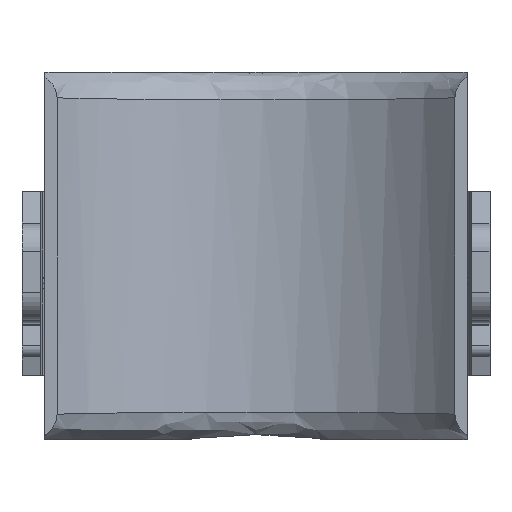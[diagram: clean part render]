
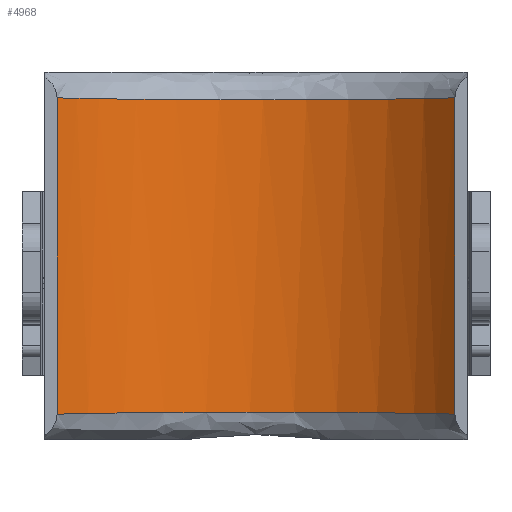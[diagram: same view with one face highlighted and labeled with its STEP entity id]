
A CAD part, front view. The second image highlights one B-rep face of the part: STEP entity #4968.
In plain terms, the highlighted cylindrical face has radius 28.5 mm (diameter 57 mm), a partial arc.
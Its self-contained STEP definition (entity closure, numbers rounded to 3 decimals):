
#1 = CARTESIAN_POINT ( 'NONE',  ( -18.788, -7.063, -17.161 ) ) ;
#113 = VERTEX_POINT ( 'NONE', #4985 ) ;
#136 = CARTESIAN_POINT ( 'NONE',  ( 1.034, 0., -17.042 ) ) ;
#142 = CARTESIAN_POINT ( 'NONE',  ( -21.679, -10., 17.234 ) ) ;
#161 = CARTESIAN_POINT ( 'NONE',  ( 16.407, -5.174, -17.121 ) ) ;
#164 = CARTESIAN_POINT ( 'NONE',  ( -21.008, -9.213, 17.213 ) ) ;
#169 = CARTESIAN_POINT ( 'NONE',  ( -20.297, -8.466, 17.194 ) ) ;
#193 = CARTESIAN_POINT ( 'NONE',  ( -19.173, -7.407, 17.169 ) ) ;
#209 = CARTESIAN_POINT ( 'NONE',  ( -18.788, -7.063, 17.161 ) ) ;
#239 = CARTESIAN_POINT ( 'NONE',  ( -17.999, -6.397, 17.146 ) ) ;
#263 = CARTESIAN_POINT ( 'NONE',  ( -17.594, -6.073, 17.139 ) ) ;
#289 = CARTESIAN_POINT ( 'NONE',  ( -15.54, -4.52, 17.108 ) ) ;
#303 = CARTESIAN_POINT ( 'NONE',  ( -13.787, -3.473, 17.09 ) ) ;
#318 = CARTESIAN_POINT ( 'NONE',  ( -11.465, -2.403, 17.074 ) ) ;
#329 = CARTESIAN_POINT ( 'NONE',  ( -10.994, -2.201, 17.071 ) ) ;
#381 = CARTESIAN_POINT ( 'NONE',  ( -10.038, -1.821, 17.065 ) ) ;
#426 = CARTESIAN_POINT ( 'NONE',  ( -9.551, -1.643, 17.063 ) ) ;
#457 = B_SPLINE_CURVE_WITH_KNOTS ( 'NONE', 3,
 ( #1371, #1656, #1234, #1223, #1221, #1172, #1147, #1085, #1074, #1058, #1038, #930, #915, #908, #856, #801, #739, #730, #681, #678, #608, #426, #381, #329, #318, #303, #289, #263, #239, #209, #193, #169, #164, #142 ),
 .UNSPECIFIED., .F., .F.,
 ( 4, 2, 2, 2, 2, 2, 2, 2, 2, 2, 2, 2, 2, 2, 2, 2, 4 ),
 ( 0., 0.006, 0.009, 0.011, 0.012, 0.018, 0.02, 0.021, 0.024, 0.031, 0.034, 0.035, 0.037, 0.043, 0.044, 0.046, 0.049 ),
 .UNSPECIFIED. ) ;
#549 = VERTEX_POINT ( 'NONE', #2311 ) ;
#608 = CARTESIAN_POINT ( 'NONE',  ( -8.083, -1.151, 17.056 ) ) ;
#651 = CARTESIAN_POINT ( 'NONE',  ( -17.594, -6.073, -17.139 ) ) ;
#678 = CARTESIAN_POINT ( 'NONE',  ( -7.095, -0.878, 17.052 ) ) ;
#681 = CARTESIAN_POINT ( 'NONE',  ( -4.102, -0.223, 17.044 ) ) ;
#730 = CARTESIAN_POINT ( 'NONE',  ( -2.07, 0., 17.042 ) ) ;
#739 = CARTESIAN_POINT ( 'NONE',  ( 1.034, 0., 17.042 ) ) ;
#798 = CARTESIAN_POINT ( 'NONE',  ( 3.6, -0.224, -17.045 ) ) ;
#801 = CARTESIAN_POINT ( 'NONE',  ( 2.064, -0.056, 17.043 ) ) ;
#825 = CARTESIAN_POINT ( 'NONE',  ( 20.336, -8.426, -17.191 ) ) ;
#856 = CARTESIAN_POINT ( 'NONE',  ( 3.6, -0.224, 17.045 ) ) ;
#895 = CARTESIAN_POINT ( 'NONE',  ( -21.679, -10., 17.234 ) ) ;
#908 = CARTESIAN_POINT ( 'NONE',  ( 4.111, -0.293, 17.045 ) ) ;
#915 = CARTESIAN_POINT ( 'NONE',  ( 5.129, -0.461, 17.047 ) ) ;
#930 = CARTESIAN_POINT ( 'NONE',  ( 5.638, -0.559, 17.049 ) ) ;
#1038 = CARTESIAN_POINT ( 'NONE',  ( 8.154, -1.114, 17.055 ) ) ;
#1053 = VERTEX_POINT ( 'NONE', #3206 ) ;
#1058 = CARTESIAN_POINT ( 'NONE',  ( 10.089, -1.767, 17.064 ) ) ;
#1074 = CARTESIAN_POINT ( 'NONE',  ( 12.41, -2.839, 17.08 ) ) ;
#1085 = CARTESIAN_POINT ( 'NONE',  ( 12.87, -3.066, 17.084 ) ) ;
#1147 = CARTESIAN_POINT ( 'NONE',  ( 13.779, -3.547, 17.092 ) ) ;
#1152 = EDGE_CURVE ( 'NONE', #6735, #1053, #457, .T. ) ;
#1172 = CARTESIAN_POINT ( 'NONE',  ( 14.229, -3.801, 17.096 ) ) ;
#1221 = CARTESIAN_POINT ( 'NONE',  ( 15.557, -4.598, 17.11 ) ) ;
#1223 = CARTESIAN_POINT ( 'NONE',  ( 16.407, -5.174, 17.121 ) ) ;
#1234 = CARTESIAN_POINT ( 'NONE',  ( 18.848, -7.025, 17.159 ) ) ;
#1330 = CARTESIAN_POINT ( 'NONE',  ( -13.787, -3.473, -17.09 ) ) ;
#1342 = AXIS2_PLACEMENT_3D ( 'NONE', #5752, #2007, #2036 ) ;
#1371 = CARTESIAN_POINT ( 'NONE',  ( 21.679, -10., 17.234 ) ) ;
#1475 = CARTESIAN_POINT ( 'NONE',  ( 5.129, -0.461, -17.047 ) ) ;
#1566 = DIRECTION ( 'NONE',  ( 0., 0., -1. ) ) ;
#1656 = CARTESIAN_POINT ( 'NONE',  ( 20.336, -8.426, 17.191 ) ) ;
#2000 = CARTESIAN_POINT ( 'NONE',  ( -10.994, -2.201, -17.071 ) ) ;
#2007 = DIRECTION ( 'NONE',  ( 0., 0., -1. ) ) ;
#2036 = DIRECTION ( 'NONE',  ( -1., 0., 0. ) ) ;
#2142 = CARTESIAN_POINT ( 'NONE',  ( 8.154, -1.114, -17.055 ) ) ;
#2213 = LINE ( 'NONE', #2271, #3731 ) ;
#2271 = CARTESIAN_POINT ( 'NONE',  ( 21.679, -10., 17.234 ) ) ;
#2311 = CARTESIAN_POINT ( 'NONE',  ( -21.679, -10., -17.234 ) ) ;
#2398 = B_SPLINE_CURVE_WITH_KNOTS ( 'NONE', 3,
 ( #2625, #6296, #7430, #3930, #1, #4561, #651, #5169, #1330, #5726, #2000, #6324, #2655, #6889, #3418, #7558, #4068, #136, #4696, #798, #5288, #1475, #5839, #2142, #6445, #2777, #6998, #3443, #7579, #4090, #161, #4721, #825, #5308 ),
 .UNSPECIFIED., .F., .F.,
 ( 4, 2, 2, 2, 2, 2, 2, 2, 2, 2, 2, 2, 2, 2, 2, 2, 4 ),
 ( 0., 0.003, 0.005, 0.006, 0.012, 0.014, 0.015, 0.019, 0.025, 0.028, 0.029, 0.031, 0.037, 0.039, 0.04, 0.043, 0.049 ),
 .UNSPECIFIED. ) ;
#2625 = CARTESIAN_POINT ( 'NONE',  ( -21.679, -10., -17.234 ) ) ;
#2655 = CARTESIAN_POINT ( 'NONE',  ( -9.551, -1.643, -17.063 ) ) ;
#2777 = CARTESIAN_POINT ( 'NONE',  ( 12.41, -2.839, -17.08 ) ) ;
#2801 = CYLINDRICAL_SURFACE ( 'NONE', #1342, 28.5 ) ;
#2924 = DIRECTION ( 'NONE',  ( 0., 0., -1. ) ) ;
#3022 = ORIENTED_EDGE ( 'NONE', *, *, #1152, .T. ) ;
#3206 = CARTESIAN_POINT ( 'NONE',  ( -21.679, -10., 17.234 ) ) ;
#3418 = CARTESIAN_POINT ( 'NONE',  ( -7.095, -0.878, -17.052 ) ) ;
#3443 = CARTESIAN_POINT ( 'NONE',  ( 13.779, -3.547, -17.092 ) ) ;
#3652 = ORIENTED_EDGE ( 'NONE', *, *, #4601, .T. ) ;
#3731 = VECTOR ( 'NONE', #2924, 1000. ) ;
#3930 = CARTESIAN_POINT ( 'NONE',  ( -19.173, -7.407, -17.169 ) ) ;
#4068 = CARTESIAN_POINT ( 'NONE',  ( -2.07, 0., -17.042 ) ) ;
#4090 = CARTESIAN_POINT ( 'NONE',  ( 15.557, -4.598, -17.11 ) ) ;
#4136 = VECTOR ( 'NONE', #1566, 1000. ) ;
#4329 = CARTESIAN_POINT ( 'NONE',  ( 21.679, -10., 17.234 ) ) ;
#4561 = CARTESIAN_POINT ( 'NONE',  ( -17.999, -6.397, -17.146 ) ) ;
#4598 = EDGE_LOOP ( 'NONE', ( #6204, #6647, #3022, #3652 ) ) ;
#4601 = EDGE_CURVE ( 'NONE', #1053, #549, #5715, .T. ) ;
#4644 = EDGE_CURVE ( 'NONE', #6735, #113, #2213, .T. ) ;
#4696 = CARTESIAN_POINT ( 'NONE',  ( 2.064, -0.056, -17.043 ) ) ;
#4719 = FACE_OUTER_BOUND ( 'NONE', #4598, .T. ) ;
#4721 = CARTESIAN_POINT ( 'NONE',  ( 18.848, -7.025, -17.159 ) ) ;
#4968 = ADVANCED_FACE ( 'NONE', ( #4719 ), #2801, .F. ) ;
#4985 = CARTESIAN_POINT ( 'NONE',  ( 21.679, -10., -17.234 ) ) ;
#5169 = CARTESIAN_POINT ( 'NONE',  ( -15.54, -4.52, -17.108 ) ) ;
#5288 = CARTESIAN_POINT ( 'NONE',  ( 4.111, -0.293, -17.045 ) ) ;
#5308 = CARTESIAN_POINT ( 'NONE',  ( 21.679, -10., -17.234 ) ) ;
#5715 = LINE ( 'NONE', #895, #4136 ) ;
#5726 = CARTESIAN_POINT ( 'NONE',  ( -11.465, -2.403, -17.074 ) ) ;
#5752 = CARTESIAN_POINT ( 'NONE',  ( 0., -28.5, 20. ) ) ;
#5839 = CARTESIAN_POINT ( 'NONE',  ( 5.638, -0.559, -17.049 ) ) ;
#6204 = ORIENTED_EDGE ( 'NONE', *, *, #6953, .T. ) ;
#6296 = CARTESIAN_POINT ( 'NONE',  ( -21.008, -9.213, -17.213 ) ) ;
#6324 = CARTESIAN_POINT ( 'NONE',  ( -10.038, -1.821, -17.065 ) ) ;
#6445 = CARTESIAN_POINT ( 'NONE',  ( 10.089, -1.767, -17.064 ) ) ;
#6647 = ORIENTED_EDGE ( 'NONE', *, *, #4644, .F. ) ;
#6735 = VERTEX_POINT ( 'NONE', #4329 ) ;
#6889 = CARTESIAN_POINT ( 'NONE',  ( -8.083, -1.151, -17.056 ) ) ;
#6953 = EDGE_CURVE ( 'NONE', #549, #113, #2398, .T. ) ;
#6998 = CARTESIAN_POINT ( 'NONE',  ( 12.87, -3.066, -17.084 ) ) ;
#7430 = CARTESIAN_POINT ( 'NONE',  ( -20.297, -8.466, -17.194 ) ) ;
#7558 = CARTESIAN_POINT ( 'NONE',  ( -4.102, -0.223, -17.044 ) ) ;
#7579 = CARTESIAN_POINT ( 'NONE',  ( 14.229, -3.801, -17.096 ) ) ;
